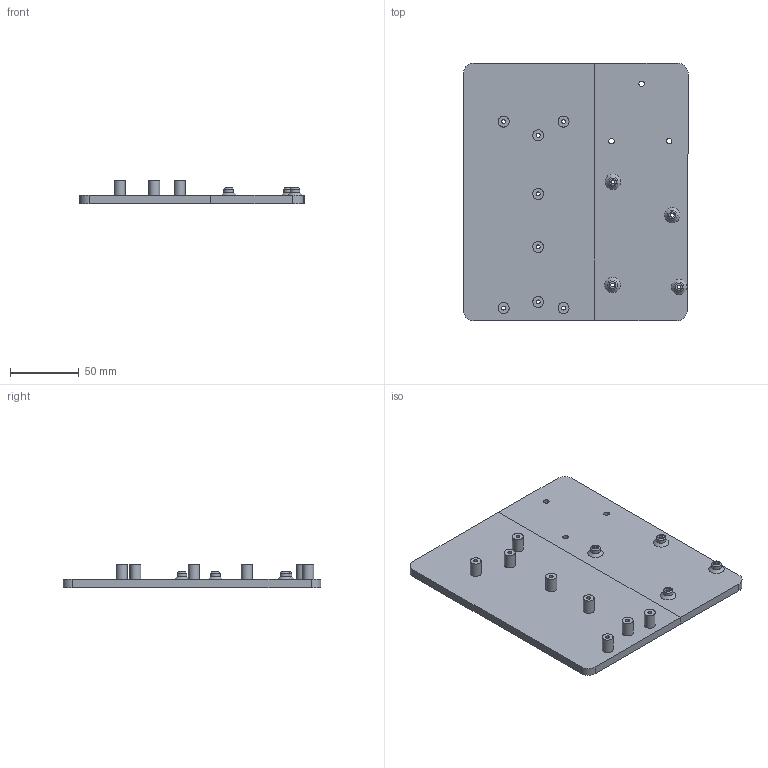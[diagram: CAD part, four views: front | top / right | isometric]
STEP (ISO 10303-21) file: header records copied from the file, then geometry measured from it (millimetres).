
FILE_DESCRIPTION(/* description */ ('STEP AP214'),/* implementation_level */ '2;1');
FILE_NAME(/* name */ '666bc37e08ed432b36b9a537',/* time_stamp */ '2024-06-14T04:13:50Z',/* author */ (''),/* organization */ (''),/* preprocessor_version */ 'ST-DEVELOPER v20',/* originating_system */ ' ',/* authorisation */ ' ');
FILE_SCHEMA (('AUTOMOTIVE_DESIGN {1 0 10303 214 3 1 1}'));
Length unit declared in the file: metre
Products named in the file (1): Electronics v5
Bounding box: 163.12 x 187.41 x 17 mm (x, y, z)
Volume: 186616.3 mm3; surface area: 69127.2 mm2
Topology: 1 solids, 1 shells, 66 faces, 162 edges, 110 vertices
Faces by surface type: cylinder 31, plane 24, cone 11
Full cylindrical faces by diameter (mm): 2.8 x12, 4 x3, 7 x4, 8 x8
Entity records: 1708 total; most frequent: DIRECTION 310, CARTESIAN_POINT 264, ORIENTED_EDGE 208, EDGE_LOOP 146, FACE_BOUND 146, AXIS2_PLACEMENT_3D 140, EDGE_CURVE 104, VERTEX_POINT 90
